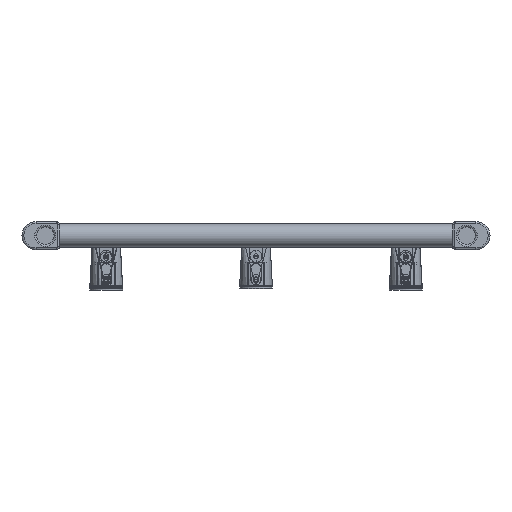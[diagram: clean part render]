
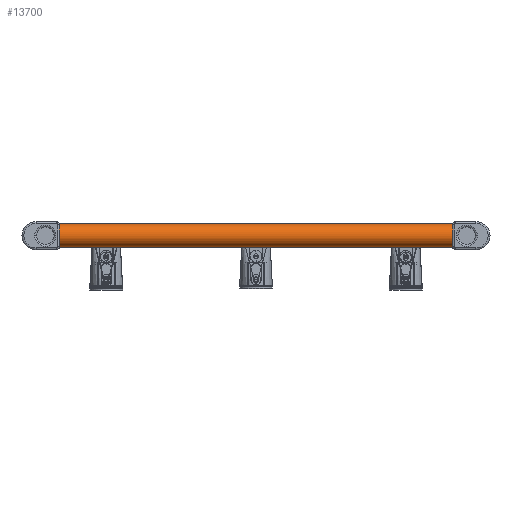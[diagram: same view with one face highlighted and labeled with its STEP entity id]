
A CAD part, front view. The second image highlights one B-rep face of the part: STEP entity #13700.
In plain terms, the highlighted cylindrical face has radius 12.5 mm (diameter 25 mm), a partial arc.
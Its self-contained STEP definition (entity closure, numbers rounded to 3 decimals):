
#442=CARTESIAN_POINT('',(-210.,15.101,-11.5));
#443=CARTESIAN_POINT('',(-210.,15.197,-11.541));
#444=CARTESIAN_POINT('',(-210.001,15.391,-11.621));
#445=CARTESIAN_POINT('',(-210.007,15.693,-11.736));
#446=CARTESIAN_POINT('',(-210.017,16.005,-11.846));
#447=CARTESIAN_POINT('',(-210.028,16.325,-11.949));
#448=CARTESIAN_POINT('',(-210.042,16.652,-12.045));
#449=CARTESIAN_POINT('',(-210.057,16.984,-12.132));
#450=CARTESIAN_POINT('',(-210.073,17.318,-12.211));
#451=CARTESIAN_POINT('',(-210.088,17.654,-12.28));
#452=CARTESIAN_POINT('',(-210.102,17.991,-12.339));
#453=CARTESIAN_POINT('',(-210.115,18.328,-12.389));
#454=CARTESIAN_POINT('',(-210.126,18.664,-12.43));
#455=CARTESIAN_POINT('',(-210.135,18.999,-12.461));
#456=CARTESIAN_POINT('',(-210.141,19.333,-12.484));
#457=CARTESIAN_POINT('',(-210.145,19.667,-12.497));
#458=CARTESIAN_POINT('',(-210.146,19.889,-12.5));
#459=CARTESIAN_POINT('',(-210.146,20.,-12.5));
#464=CARTESIAN_POINT('',(-210.146,20.,-12.5));
#3031=CARTESIAN_POINT('',(-210.,20.,0.));
#3032=DIRECTION('',(1.,0.,0.));
#3033=DIRECTION('',(0.,-0.392,0.92));
#3034=AXIS2_PLACEMENT_3D('',#3031,#3032,#3033);
#4604=CARTESIAN_POINT('',(-210.146,20.,12.5));
#4609=CARTESIAN_POINT('',(-210.146,20.,12.5));
#4610=CARTESIAN_POINT('',(-210.146,19.889,12.5));
#4611=CARTESIAN_POINT('',(-210.145,19.667,12.497));
#4612=CARTESIAN_POINT('',(-210.141,19.333,12.484));
#4613=CARTESIAN_POINT('',(-210.135,18.999,12.461));
#4614=CARTESIAN_POINT('',(-210.126,18.664,12.43));
#4615=CARTESIAN_POINT('',(-210.115,18.328,12.389));
#4616=CARTESIAN_POINT('',(-210.102,17.991,12.339));
#4617=CARTESIAN_POINT('',(-210.088,17.654,12.28));
#4618=CARTESIAN_POINT('',(-210.073,17.318,12.211));
#4619=CARTESIAN_POINT('',(-210.057,16.984,12.132));
#4620=CARTESIAN_POINT('',(-210.042,16.652,12.045));
#4621=CARTESIAN_POINT('',(-210.028,16.325,11.949));
#4622=CARTESIAN_POINT('',(-210.017,16.005,11.846));
#4623=CARTESIAN_POINT('',(-210.007,15.693,11.736));
#4624=CARTESIAN_POINT('',(-210.001,15.391,11.621));
#4625=CARTESIAN_POINT('',(-210.,15.197,11.541));
#4626=CARTESIAN_POINT('',(-210.,15.101,11.5));
#6426=CARTESIAN_POINT('',(210.146,20.,-12.5));
#6427=CARTESIAN_POINT('',(210.146,19.889,-12.5));
#6428=CARTESIAN_POINT('',(210.145,19.667,-12.497));
#6429=CARTESIAN_POINT('',(210.141,19.333,-12.484));
#6430=CARTESIAN_POINT('',(210.135,18.999,-12.461));
#6431=CARTESIAN_POINT('',(210.126,18.664,-12.43));
#6432=CARTESIAN_POINT('',(210.115,18.328,-12.389));
#6433=CARTESIAN_POINT('',(210.102,17.991,-12.339));
#6434=CARTESIAN_POINT('',(210.088,17.654,-12.28));
#6435=CARTESIAN_POINT('',(210.073,17.318,-12.211));
#6436=CARTESIAN_POINT('',(210.057,16.984,-12.132));
#6437=CARTESIAN_POINT('',(210.042,16.652,-12.045));
#6438=CARTESIAN_POINT('',(210.028,16.325,-11.949));
#6439=CARTESIAN_POINT('',(210.017,16.005,-11.846));
#6440=CARTESIAN_POINT('',(210.007,15.693,-11.736));
#6441=CARTESIAN_POINT('',(210.001,15.391,-11.621));
#6442=CARTESIAN_POINT('',(210.,15.197,-11.541));
#6443=CARTESIAN_POINT('',(210.,15.101,-11.5));
#7244=CARTESIAN_POINT('',(210.,20.,0.));
#7245=DIRECTION('',(1.,0.,0.));
#7246=DIRECTION('',(0.,-0.392,0.92));
#7247=AXIS2_PLACEMENT_3D('',#7244,#7245,#7246);
#7289=CARTESIAN_POINT('',(210.,15.101,11.5));
#7290=CARTESIAN_POINT('',(210.,15.197,11.541));
#7291=CARTESIAN_POINT('',(210.001,15.391,11.621));
#7292=CARTESIAN_POINT('',(210.007,15.693,11.736));
#7293=CARTESIAN_POINT('',(210.017,16.005,11.846));
#7294=CARTESIAN_POINT('',(210.028,16.325,11.949));
#7295=CARTESIAN_POINT('',(210.042,16.652,12.045));
#7296=CARTESIAN_POINT('',(210.057,16.984,12.132));
#7297=CARTESIAN_POINT('',(210.073,17.318,12.211));
#7298=CARTESIAN_POINT('',(210.088,17.654,12.28));
#7299=CARTESIAN_POINT('',(210.102,17.991,12.339));
#7300=CARTESIAN_POINT('',(210.115,18.328,12.389));
#7301=CARTESIAN_POINT('',(210.126,18.664,12.43));
#7302=CARTESIAN_POINT('',(210.135,18.999,12.461));
#7303=CARTESIAN_POINT('',(210.141,19.333,12.484));
#7304=CARTESIAN_POINT('',(210.145,19.667,12.497));
#7305=CARTESIAN_POINT('',(210.146,19.889,12.5));
#7306=CARTESIAN_POINT('',(210.146,20.,12.5));
#9082=DIRECTION('',(-1.,0.,0.));
#9083=VECTOR('',#9082,420.292);
#9084=CARTESIAN_POINT('',(210.146,20.,12.5));
#9085=LINE('',#9084,#9083);
#9089=DIRECTION('',(-1.,0.,0.));
#9090=VECTOR('',#9089,420.292);
#9091=CARTESIAN_POINT('',(210.146,20.,-12.5));
#9092=LINE('',#9091,#9090);
#9816=CARTESIAN_POINT('',(-210.,15.101,11.5));
#9817=CARTESIAN_POINT('',(-210.,15.101,-11.5));
#9818=VERTEX_POINT('',#9816);
#9819=VERTEX_POINT('',#9817);
#9824=CARTESIAN_POINT('',(210.,15.101,11.5));
#9825=CARTESIAN_POINT('',(210.,15.101,-11.5));
#9826=VERTEX_POINT('',#9824);
#9827=VERTEX_POINT('',#9825);
#9828=VERTEX_POINT('',#464);
#9829=VERTEX_POINT('',#4604);
#9830=CARTESIAN_POINT('',(210.146,20.,-12.5));
#9831=VERTEX_POINT('',#9830);
#9832=CARTESIAN_POINT('',(210.146,20.,12.5));
#9833=VERTEX_POINT('',#9832);
#13683=CARTESIAN_POINT('',(225.,20.,0.));
#13684=DIRECTION('',(1.,0.,0.));
#13685=DIRECTION('',(0.,0.,-1.));
#13686=AXIS2_PLACEMENT_3D('',#13683,#13684,#13685);
#13687=CYLINDRICAL_SURFACE('',#13686,12.5);
#13688=ORIENTED_EDGE('',*,*,#11779,.F.);
#13689=ORIENTED_EDGE('',*,*,#12024,.F.);
#13691=ORIENTED_EDGE('',*,*,#13690,.F.);
#13692=ORIENTED_EDGE('',*,*,#13496,.F.);
#13693=ORIENTED_EDGE('',*,*,#13454,.T.);
#13694=ORIENTED_EDGE('',*,*,#12686,.F.);
#13696=ORIENTED_EDGE('',*,*,#13695,.T.);
#13697=ORIENTED_EDGE('',*,*,#10800,.F.);
#13698=EDGE_LOOP('',(#13688,#13689,#13691,#13692,#13693,#13694,#13696,#13697));
#13699=FACE_OUTER_BOUND('',#13698,.F.);
#460=B_SPLINE_CURVE_WITH_KNOTS('',3,(#442,#443,#444,#445,#446,#447,#448,#449,
#450,#451,#452,#453,#454,#455,#456,#457,#458,#459),.UNSPECIFIED.,.F.,.F.,(4,1,1,
1,1,1,1,1,1,1,1,1,1,1,1,4),(0.,0.067,0.133,0.2,
0.267,0.333,0.4,0.467,0.533,
0.6,0.667,0.733,0.8,0.867,
0.933,1.),.UNSPECIFIED.);
#3035=CIRCLE('',#3034,12.5);
#4627=B_SPLINE_CURVE_WITH_KNOTS('',3,(#4609,#4610,#4611,#4612,#4613,#4614,#4615,
#4616,#4617,#4618,#4619,#4620,#4621,#4622,#4623,#4624,#4625,#4626),
.UNSPECIFIED.,.F.,.F.,(4,1,1,1,1,1,1,1,1,1,1,1,1,1,1,4),(0.,0.067,
0.133,0.2,0.267,0.333,0.4,
0.467,0.533,0.6,0.667,0.733,
0.8,0.867,0.933,1.),.UNSPECIFIED.);
#6444=B_SPLINE_CURVE_WITH_KNOTS('',3,(#6426,#6427,#6428,#6429,#6430,#6431,#6432,
#6433,#6434,#6435,#6436,#6437,#6438,#6439,#6440,#6441,#6442,#6443),
.UNSPECIFIED.,.F.,.F.,(4,1,1,1,1,1,1,1,1,1,1,1,1,1,1,4),(0.,0.067,
0.133,0.2,0.267,0.333,0.4,
0.467,0.533,0.6,0.667,0.733,
0.8,0.867,0.933,1.),.UNSPECIFIED.);
#7248=CIRCLE('',#7247,12.5);
#7307=B_SPLINE_CURVE_WITH_KNOTS('',3,(#7289,#7290,#7291,#7292,#7293,#7294,#7295,
#7296,#7297,#7298,#7299,#7300,#7301,#7302,#7303,#7304,#7305,#7306),
.UNSPECIFIED.,.F.,.F.,(4,1,1,1,1,1,1,1,1,1,1,1,1,1,1,4),(0.,0.067,
0.133,0.2,0.267,0.333,0.4,
0.467,0.533,0.6,0.667,0.733,
0.8,0.867,0.933,1.),.UNSPECIFIED.);
#10800=EDGE_CURVE('',#9819,#9828,#460,.T.);
#11779=EDGE_CURVE('',#9818,#9819,#3035,.T.);
#12024=EDGE_CURVE('',#9829,#9818,#4627,.T.);
#12686=EDGE_CURVE('',#9831,#9827,#6444,.T.);
#13454=EDGE_CURVE('',#9826,#9827,#7248,.T.);
#13496=EDGE_CURVE('',#9826,#9833,#7307,.T.);
#13690=EDGE_CURVE('',#9833,#9829,#9085,.T.);
#13695=EDGE_CURVE('',#9831,#9828,#9092,.T.);
#13700=ADVANCED_FACE('',(#13699),#13687,.T.);
